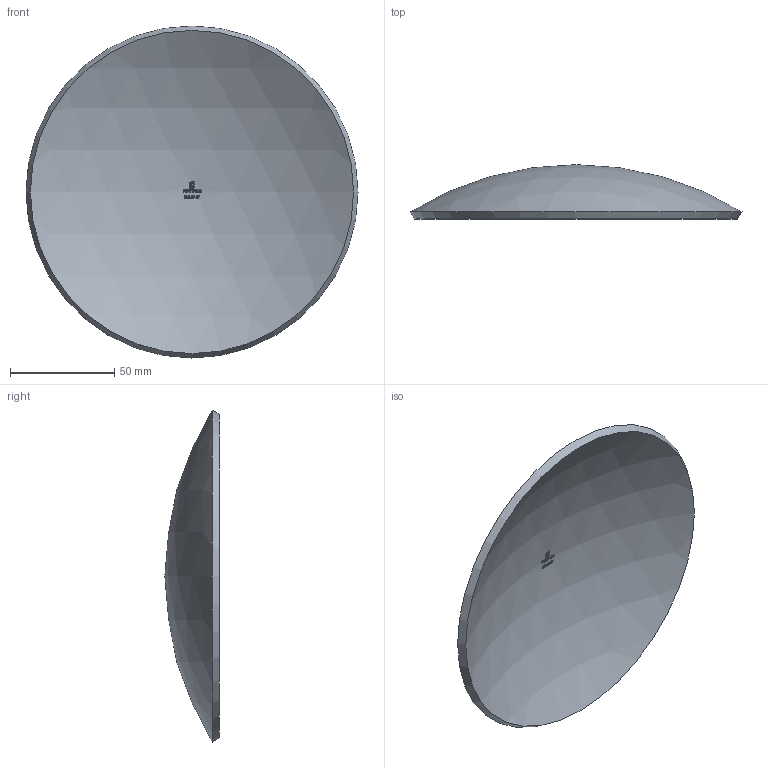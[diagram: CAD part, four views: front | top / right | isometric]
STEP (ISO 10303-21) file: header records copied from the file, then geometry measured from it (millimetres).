
FILE_DESCRIPTION (( 'STEP AP203' ), '1' );
FILE_NAME ('54159-ST.step', '2022-05-05T09:42:53', ( '' ), ( '' ), 'SwSTEP 2.0', 'SolidWorks 2018', '' );
FILE_SCHEMA (( 'CONFIG_CONTROL_DESIGN' ));
Length unit declared in the file: millimetre
Products named in the file (1): 54159-ST
Bounding box: 159 x 26 x 159 mm (x, y, z)
Volume: 83587.4 mm3; surface area: 43782 mm2
Topology: 1 solids, 1 shells, 257 faces, 699 edges, 466 vertices
Faces by surface type: plane 124, bspline 108, sphere 24, cone 1
Entity records: 12035 total; most frequent: CARTESIAN_POINT 5958, ORIENTED_EDGE 1396, DIRECTION 1032, EDGE_CURVE 698, VERTEX_POINT 466, AXIS2_PLACEMENT_3D 400, EDGE_LOOP 280, ADVANCED_FACE 257
